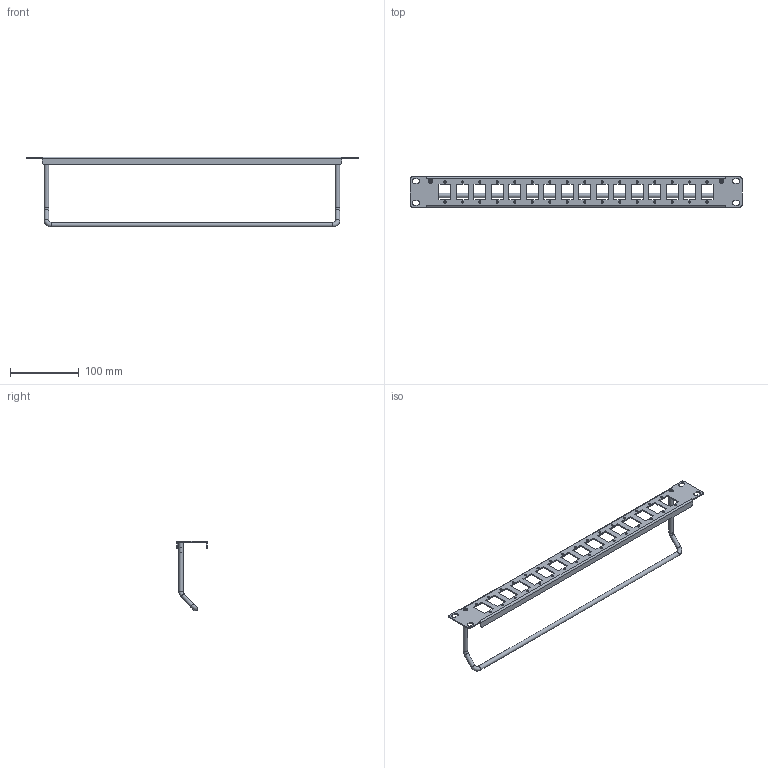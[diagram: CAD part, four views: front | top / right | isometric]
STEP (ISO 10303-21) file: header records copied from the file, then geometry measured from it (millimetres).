
FILE_DESCRIPTION(/* description */ (''),/* implementation_level */ '2;1');
FILE_NAME(/* name */ 'CP30158 16x SLIM 3.2 hole.stp',/* time_stamp */ '2024-12-03T11:21:11Z',/* author */ ('tottley'),/* organization */ (''),/* preprocessor_version */ 'ST-DEVELOPER v20',/* originating_system */ 'Autodesk Inventor 2025',/* authorisation */ '');
FILE_SCHEMA (('AUTOMOTIVE_DESIGN { 1 0 10303 214 3 1 1 }'));
Length unit declared in the file: millimetre
Products named in the file (1): Part1
Bounding box: 482.6 x 44.05 x 101.6 mm (x, y, z)
Volume: 54969.2 mm3; surface area: 61186.4 mm2
Topology: 1 solids, 5 shells, 233 faces, 655 edges, 430 vertices
Faces by surface type: plane 128, cylinder 73, cone 20, torus 12
Full cylindrical faces by diameter (mm): 2.459 x2, 3 x2, 3.2 x32, 3.5 x2, 5.2 x2, 6.35 x5
Entity records: 8182 total; most frequent: CARTESIAN_POINT 1611, ORIENTED_EDGE 1302, DIRECTION 1253, EDGE_CURVE 651, VERTEX_POINT 430, AXIS2_PLACEMENT_3D 424, LINE 405, VECTOR 405
